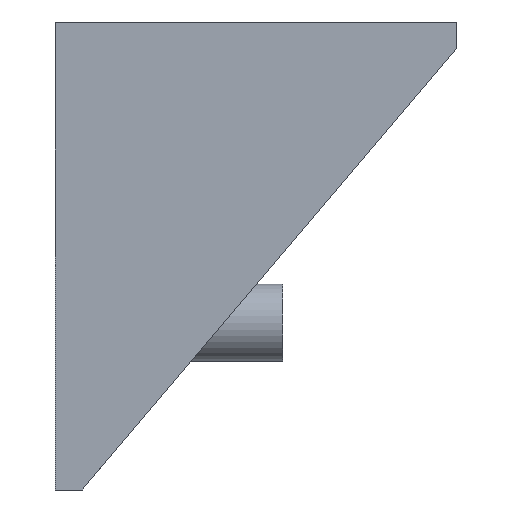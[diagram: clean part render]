
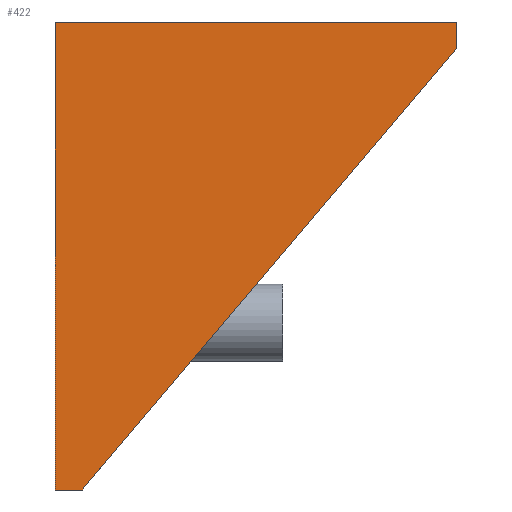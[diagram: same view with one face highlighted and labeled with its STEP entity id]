
A CAD part, left-side view. The second image highlights one B-rep face of the part: STEP entity #422.
In plain terms, the highlighted planar face has unit normal (-1, 0, 0).
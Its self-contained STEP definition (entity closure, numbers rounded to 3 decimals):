
#37=PLANE('',#466);
#61=FACE_OUTER_BOUND('',#88,.T.);
#88=EDGE_LOOP('',(#373,#374,#375,#376,#377));
#129=LINE('',#668,#177);
#134=LINE('',#677,#182);
#139=LINE('',#687,#187);
#141=LINE('',#691,#189);
#142=LINE('',#692,#190);
#177=VECTOR('',#548,10.);
#182=VECTOR('',#557,10.);
#187=VECTOR('',#566,10.);
#189=VECTOR('',#570,10.);
#190=VECTOR('',#571,10.);
#225=VERTEX_POINT('',#666);
#226=VERTEX_POINT('',#667);
#228=VERTEX_POINT('',#675);
#231=VERTEX_POINT('',#686);
#232=VERTEX_POINT('',#690);
#272=EDGE_CURVE('',#225,#226,#129,.T.);
#277=EDGE_CURVE('',#228,#226,#134,.T.);
#282=EDGE_CURVE('',#231,#225,#139,.T.);
#284=EDGE_CURVE('',#232,#228,#141,.T.);
#285=EDGE_CURVE('',#232,#231,#142,.T.);
#373=ORIENTED_EDGE('',*,*,#277,.F.);
#374=ORIENTED_EDGE('',*,*,#284,.F.);
#375=ORIENTED_EDGE('',*,*,#285,.T.);
#376=ORIENTED_EDGE('',*,*,#282,.T.);
#377=ORIENTED_EDGE('',*,*,#272,.T.);
#422=ADVANCED_FACE('',(#61),#37,.T.);
#466=AXIS2_PLACEMENT_3D('',#689,#568,#569);
#548=DIRECTION('',(0.,-0.647,0.763));
#557=DIRECTION('',(0.,0.,-1.));
#566=DIRECTION('',(0.,-1.,0.));
#568=DIRECTION('center_axis',(-1.,0.,0.));
#569=DIRECTION('ref_axis',(0.,0.,-1.));
#570=DIRECTION('',(0.,-1.,0.));
#571=DIRECTION('',(0.,0.,-1.));
#666=CARTESIAN_POINT('',(-98.04,3.,31.035));
#667=CARTESIAN_POINT('',(-98.04,-25.,64.035));
#668=CARTESIAN_POINT('',(-98.04,3.,31.035));
#675=CARTESIAN_POINT('',(-98.04,-25.,66.035));
#677=CARTESIAN_POINT('',(-98.04,-25.,66.035));
#686=CARTESIAN_POINT('',(-98.04,5.,31.035));
#687=CARTESIAN_POINT('',(-98.04,5.,31.035));
#689=CARTESIAN_POINT('Origin',(-98.04,5.,66.035));
#690=CARTESIAN_POINT('',(-98.04,5.,66.035));
#691=CARTESIAN_POINT('',(-98.04,5.,66.035));
#692=CARTESIAN_POINT('',(-98.04,5.,66.035));
